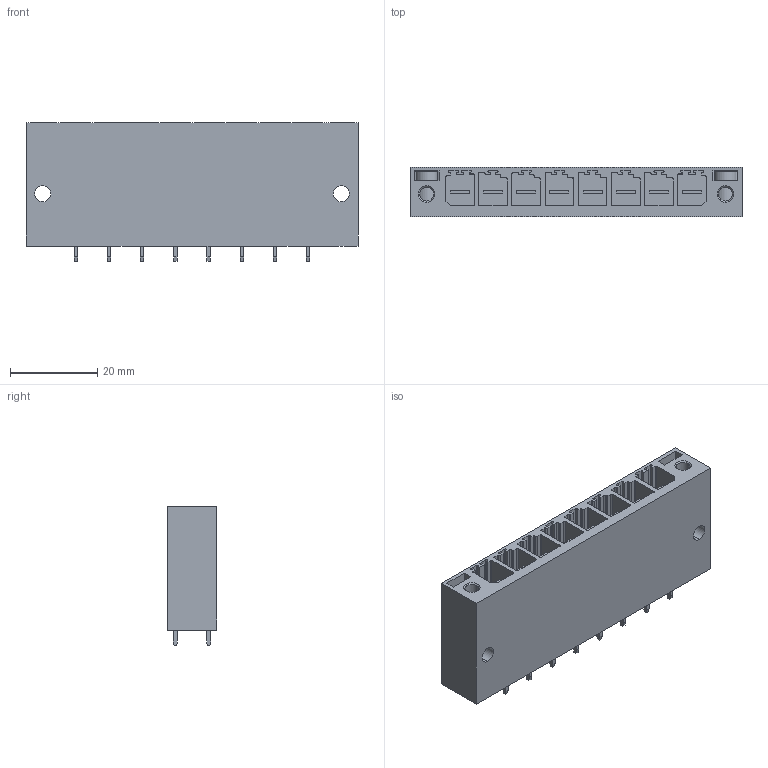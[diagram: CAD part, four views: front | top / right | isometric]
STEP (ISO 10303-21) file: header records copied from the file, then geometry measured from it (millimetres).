
FILE_DESCRIPTION(('CATIA V5 STEP Exchange','CAx-IF Rec.Pracs.--- Model Styling and Organization---1.2---2011-12-15'),'2;1');
FILE_NAME ('D1459415_0_1930770000_1930770000.stp','2018-11-29T04:00:08+00:00',('none'),('Weidmueller'),'CATIA Version 5-6 Release 2014','CATIA V5 STEP AP214','none');
FILE_SCHEMA(('AUTOMOTIVE_DESIGN { 1 0 10303 214 1 1 1 1 }'));
Length unit declared in the file: millimetre
Products named in the file (1): 1930770000
Bounding box: 76.2 x 11.4 x 31.8 mm (x, y, z)
Volume: 17042.9 mm3; surface area: 16537.5 mm2
Topology: 9 solids, 9 shells, 652 faces, 1870 edges, 1240 vertices
Faces by surface type: plane 536, cylinder 112, cone 4
Entity records: 16945 total; most frequent: ORIENTED_EDGE 3740, CARTESIAN_POINT 2781, DIRECTION 2034, EDGE_CURVE 1542, VECTOR 1330, LINE 1330, VERTEX_POINT 992, EDGE_LOOP 700
